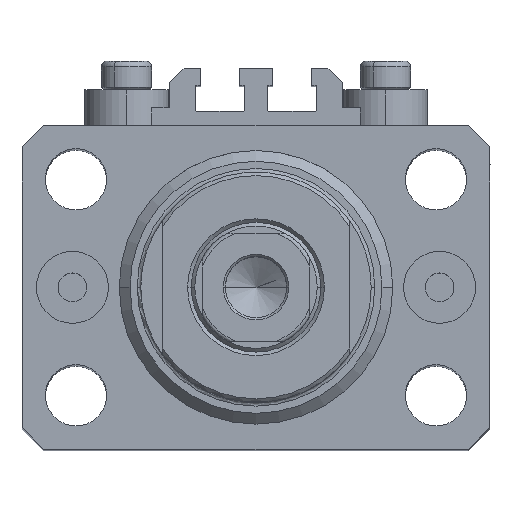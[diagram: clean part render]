
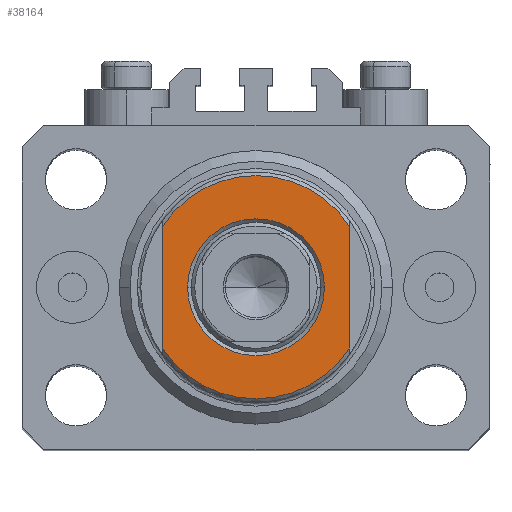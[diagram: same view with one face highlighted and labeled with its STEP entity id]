
A CAD part, top view. The second image highlights one B-rep face of the part: STEP entity #38164.
In plain terms, the highlighted face is planar.
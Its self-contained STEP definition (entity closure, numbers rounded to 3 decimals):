
#242 = CARTESIAN_POINT ( 'NONE',  ( 9.5, 0., -6.5 ) ) ;
#1990 = CIRCLE ( 'NONE', #15026, 9.5 ) ;
#2549 = DIRECTION ( 'NONE',  ( -1., 0., 0. ) ) ;
#2734 = DIRECTION ( 'NONE',  ( 0., 0., 1. ) ) ;
#3128 = VERTEX_POINT ( 'NONE', #3196 ) ;
#3196 = CARTESIAN_POINT ( 'NONE',  ( 13., -8.441, -6.5 ) ) ;
#3429 = CARTESIAN_POINT ( 'NONE',  ( 0., 0., -6.5 ) ) ;
#4881 = CARTESIAN_POINT ( 'NONE',  ( 13., -43.081, -6.5 ) ) ;
#5722 = VERTEX_POINT ( 'NONE', #33071 ) ;
#6800 = PLANE ( 'NONE',  #23408 ) ;
#6885 = VERTEX_POINT ( 'NONE', #242 ) ;
#6953 = AXIS2_PLACEMENT_3D ( 'NONE', #17326, #13500, #2549 ) ;
#7948 = ORIENTED_EDGE ( 'NONE', *, *, #14068, .T. ) ;
#8427 = ORIENTED_EDGE ( 'NONE', *, *, #46052, .T. ) ;
#8663 = CARTESIAN_POINT ( 'NONE',  ( 0., 0., -6.5 ) ) ;
#9040 = AXIS2_PLACEMENT_3D ( 'NONE', #3429, #2734, #46859 ) ;
#13500 = DIRECTION ( 'NONE',  ( 0., 0., -1. ) ) ;
#14068 = EDGE_CURVE ( 'NONE', #19305, #5722, #27535, .T. ) ;
#15026 = AXIS2_PLACEMENT_3D ( 'NONE', #15181, #26392, #19240 ) ;
#15181 = CARTESIAN_POINT ( 'NONE',  ( 0., 0., -6.5 ) ) ;
#15778 = VECTOR ( 'NONE', #33837, 1000. ) ;
#16582 = CARTESIAN_POINT ( 'NONE',  ( -9.5, 0., -6.5 ) ) ;
#16774 = CIRCLE ( 'NONE', #40374, 15.5 ) ;
#17326 = CARTESIAN_POINT ( 'NONE',  ( 0., 0., -6.5 ) ) ;
#17540 = FACE_BOUND ( 'NONE', #34354, .T. ) ;
#18100 = EDGE_CURVE ( 'NONE', #3128, #38401, #16774, .T. ) ;
#19240 = DIRECTION ( 'NONE',  ( -1., 0., 0. ) ) ;
#19305 = VERTEX_POINT ( 'NONE', #37215 ) ;
#19315 = CARTESIAN_POINT ( 'NONE',  ( -13., -43.081, -6.5 ) ) ;
#20144 = DIRECTION ( 'NONE',  ( 0., -1., 0. ) ) ;
#21403 = ORIENTED_EDGE ( 'NONE', *, *, #38807, .T. ) ;
#23408 = AXIS2_PLACEMENT_3D ( 'NONE', #43298, #35408, #39227 ) ;
#26038 = ORIENTED_EDGE ( 'NONE', *, *, #34315, .T. ) ;
#26392 = DIRECTION ( 'NONE',  ( 0., 0., 1. ) ) ;
#27535 = CIRCLE ( 'NONE', #6953, 15.5 ) ;
#28735 = FACE_OUTER_BOUND ( 'NONE', #44641, .T. ) ;
#29580 = CIRCLE ( 'NONE', #9040, 9.5 ) ;
#33071 = CARTESIAN_POINT ( 'NONE',  ( 13., 8.441, -6.5 ) ) ;
#33837 = DIRECTION ( 'NONE',  ( 0., -1., 0. ) ) ;
#34315 = EDGE_CURVE ( 'NONE', #5722, #3128, #41601, .T. ) ;
#34354 = EDGE_LOOP ( 'NONE', ( #21403, #8427 ) ) ;
#35408 = DIRECTION ( 'NONE',  ( 0., 0., -1. ) ) ;
#37097 = ORIENTED_EDGE ( 'NONE', *, *, #37630, .F. ) ;
#37215 = CARTESIAN_POINT ( 'NONE',  ( -13., 8.441, -6.5 ) ) ;
#37417 = LINE ( 'NONE', #19315, #15778 ) ;
#37630 = EDGE_CURVE ( 'NONE', #19305, #38401, #37417, .T. ) ;
#38164 = ADVANCED_FACE ( 'NONE', ( #17540, #28735 ), #6800, .T. ) ;
#38401 = VERTEX_POINT ( 'NONE', #46349 ) ;
#38807 = EDGE_CURVE ( 'NONE', #46573, #6885, #1990, .T. ) ;
#39227 = DIRECTION ( 'NONE',  ( -1., 0., 0. ) ) ;
#40374 = AXIS2_PLACEMENT_3D ( 'NONE', #8663, #44919, #44680 ) ;
#41601 = LINE ( 'NONE', #4881, #43098 ) ;
#43098 = VECTOR ( 'NONE', #20144, 1000. ) ;
#43230 = ORIENTED_EDGE ( 'NONE', *, *, #18100, .T. ) ;
#43298 = CARTESIAN_POINT ( 'NONE',  ( 0., 0., -6.5 ) ) ;
#44641 = EDGE_LOOP ( 'NONE', ( #7948, #26038, #43230, #37097 ) ) ;
#44680 = DIRECTION ( 'NONE',  ( -1., 0., 0. ) ) ;
#44919 = DIRECTION ( 'NONE',  ( 0., 0., -1. ) ) ;
#46052 = EDGE_CURVE ( 'NONE', #6885, #46573, #29580, .T. ) ;
#46349 = CARTESIAN_POINT ( 'NONE',  ( -13., -8.441, -6.5 ) ) ;
#46573 = VERTEX_POINT ( 'NONE', #16582 ) ;
#46859 = DIRECTION ( 'NONE',  ( -1., 0., 0. ) ) ;
